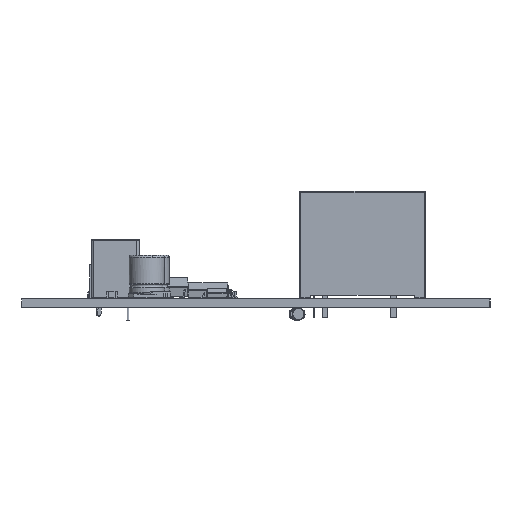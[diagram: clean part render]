
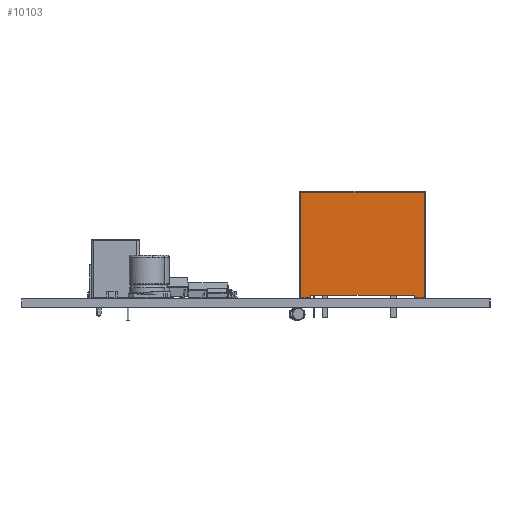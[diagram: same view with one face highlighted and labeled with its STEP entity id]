
A CAD part, left-side view. The second image highlights one B-rep face of the part: STEP entity #10103.
In plain terms, the highlighted planar face has unit normal (-1, 0, 0).
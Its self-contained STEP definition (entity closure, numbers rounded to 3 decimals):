
#9896 = VERTEX_POINT('',#9897);
#9897 = CARTESIAN_POINT('',(-8.25,2.3,18.85));
#9904 = EDGE_CURVE('',#9905,#9896,#9907,.T.);
#9905 = VERTEX_POINT('',#9906);
#9906 = CARTESIAN_POINT('',(-8.25,-19.7,18.85));
#9907 = LINE('',#9908,#9909);
#9908 = CARTESIAN_POINT('',(-8.25,-19.7,18.85));
#9909 = VECTOR('',#9910,1.);
#9910 = DIRECTION('',(0.,1.,0.));
#10103 = ADVANCED_FACE('',(#10104),#10161,.T.);
#10104 = FACE_BOUND('',#10105,.T.);
#10105 = EDGE_LOOP('',(#10106,#10114,#10122,#10130,#10138,#10146,#10154,
    #10160));
#10106 = ORIENTED_EDGE('',*,*,#10107,.F.);
#10107 = EDGE_CURVE('',#10108,#9896,#10110,.T.);
#10108 = VERTEX_POINT('',#10109);
#10109 = CARTESIAN_POINT('',(-8.25,2.3,0.1));
#10110 = LINE('',#10111,#10112);
#10111 = CARTESIAN_POINT('',(-8.25,2.3,0.1));
#10112 = VECTOR('',#10113,1.);
#10113 = DIRECTION('',(0.,0.,1.));
#10114 = ORIENTED_EDGE('',*,*,#10115,.F.);
#10115 = EDGE_CURVE('',#10116,#10108,#10118,.T.);
#10116 = VERTEX_POINT('',#10117);
#10117 = CARTESIAN_POINT('',(-8.25,0.55,0.1));
#10118 = LINE('',#10119,#10120);
#10119 = CARTESIAN_POINT('',(-8.25,-19.95,0.1));
#10120 = VECTOR('',#10121,1.);
#10121 = DIRECTION('',(0.,1.,0.));
#10122 = ORIENTED_EDGE('',*,*,#10123,.T.);
#10123 = EDGE_CURVE('',#10116,#10124,#10126,.T.);
#10124 = VERTEX_POINT('',#10125);
#10125 = CARTESIAN_POINT('',(-8.25,0.55,0.6));
#10126 = LINE('',#10127,#10128);
#10127 = CARTESIAN_POINT('',(-8.25,0.55,0.1));
#10128 = VECTOR('',#10129,1.);
#10129 = DIRECTION('',(0.,0.,1.));
#10130 = ORIENTED_EDGE('',*,*,#10131,.F.);
#10131 = EDGE_CURVE('',#10132,#10124,#10134,.T.);
#10132 = VERTEX_POINT('',#10133);
#10133 = CARTESIAN_POINT('',(-8.25,-17.95,0.6));
#10134 = LINE('',#10135,#10136);
#10135 = CARTESIAN_POINT('',(-8.25,-17.95,0.6));
#10136 = VECTOR('',#10137,1.);
#10137 = DIRECTION('',(0.,1.,0.));
#10138 = ORIENTED_EDGE('',*,*,#10139,.F.);
#10139 = EDGE_CURVE('',#10140,#10132,#10142,.T.);
#10140 = VERTEX_POINT('',#10141);
#10141 = CARTESIAN_POINT('',(-8.25,-17.95,0.1));
#10142 = LINE('',#10143,#10144);
#10143 = CARTESIAN_POINT('',(-8.25,-17.95,0.1));
#10144 = VECTOR('',#10145,1.);
#10145 = DIRECTION('',(0.,0.,1.));
#10146 = ORIENTED_EDGE('',*,*,#10147,.F.);
#10147 = EDGE_CURVE('',#10148,#10140,#10150,.T.);
#10148 = VERTEX_POINT('',#10149);
#10149 = CARTESIAN_POINT('',(-8.25,-19.7,0.1));
#10150 = LINE('',#10151,#10152);
#10151 = CARTESIAN_POINT('',(-8.25,-19.95,0.1));
#10152 = VECTOR('',#10153,1.);
#10153 = DIRECTION('',(0.,1.,0.));
#10154 = ORIENTED_EDGE('',*,*,#10155,.T.);
#10155 = EDGE_CURVE('',#10148,#9905,#10156,.T.);
#10156 = LINE('',#10157,#10158);
#10157 = CARTESIAN_POINT('',(-8.25,-19.7,0.1));
#10158 = VECTOR('',#10159,1.);
#10159 = DIRECTION('',(0.,0.,1.));
#10160 = ORIENTED_EDGE('',*,*,#9904,.T.);
#10161 = PLANE('',#10162);
#10162 = AXIS2_PLACEMENT_3D('',#10163,#10164,#10165);
#10163 = CARTESIAN_POINT('',(-8.25,-19.95,0.1));
#10164 = DIRECTION('',(-1.,0.,0.));
#10165 = DIRECTION('',(0.,1.,0.));
